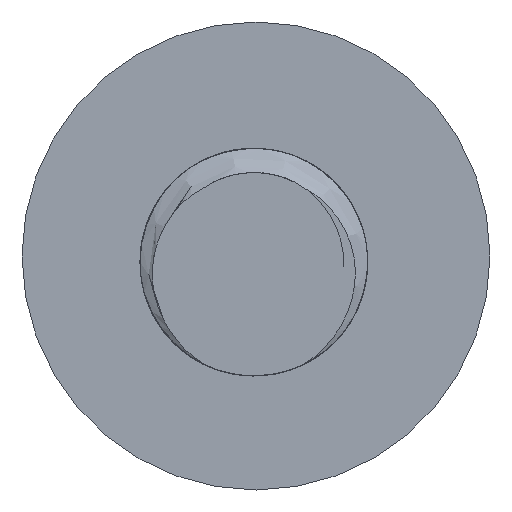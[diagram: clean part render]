
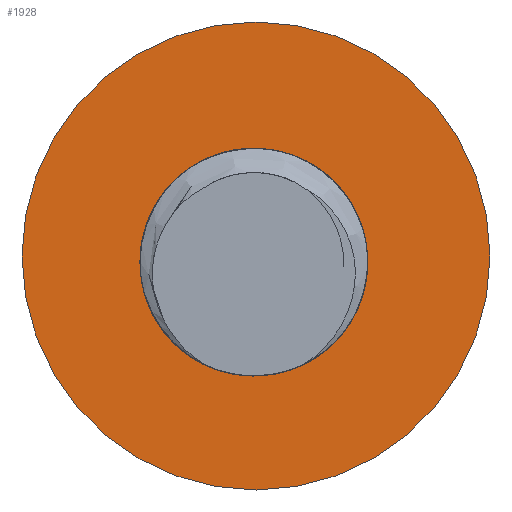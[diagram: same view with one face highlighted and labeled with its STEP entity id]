
A CAD part, front view. The second image highlights one B-rep face of the part: STEP entity #1928.
In plain terms, the highlighted planar face has unit normal (0, -1, 0).
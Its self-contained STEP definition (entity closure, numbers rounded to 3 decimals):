
#47=PLANE('',#2056);
#155=FACE_OUTER_BOUND('',#262,.T.);
#262=EDGE_LOOP('',(#1748));
#271=CIRCLE('',#2055,2.5);
#875=VERTEX_POINT('',#7359);
#1166=EDGE_CURVE('',#875,#875,#271,.T.);
#1748=ORIENTED_EDGE('',*,*,#1166,.T.);
#1928=ADVANCED_FACE('',(#155),#47,.T.);
#2055=AXIS2_PLACEMENT_3D('',#7361,#2413,#2414);
#2056=AXIS2_PLACEMENT_3D('',#7362,#2415,#2416);
#2413=DIRECTION('center_axis',(0.,-1.,0.));
#2414=DIRECTION('ref_axis',(1.,0.,0.));
#2415=DIRECTION('center_axis',(0.,-1.,0.));
#2416=DIRECTION('ref_axis',(-1.,0.,0.));
#7359=CARTESIAN_POINT('',(-2.477,16.,0.065));
#7361=CARTESIAN_POINT('Origin',(0.023,16.,0.065));
#7362=CARTESIAN_POINT('Origin',(0.023,16.,0.065));
